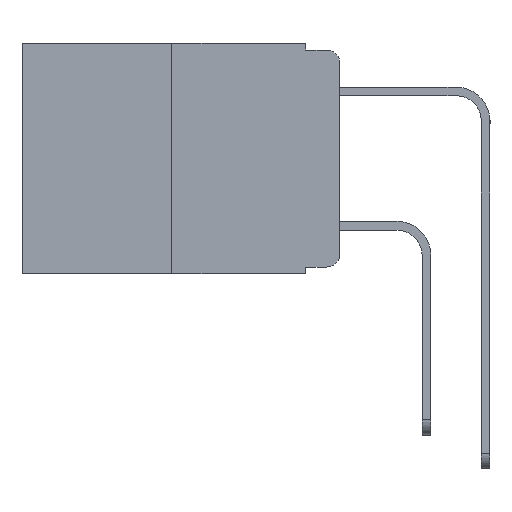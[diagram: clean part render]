
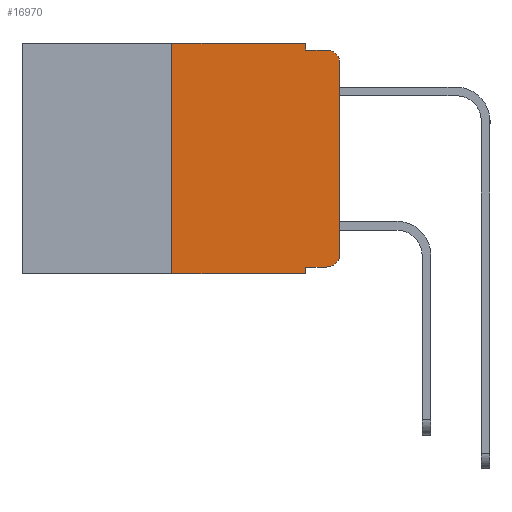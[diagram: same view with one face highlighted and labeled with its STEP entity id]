
A CAD part, left-side view. The second image highlights one B-rep face of the part: STEP entity #16970.
In plain terms, the highlighted planar face has unit normal (-1, 0, 0).
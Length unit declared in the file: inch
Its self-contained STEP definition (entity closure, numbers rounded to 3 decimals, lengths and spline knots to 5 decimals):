
#718 = CARTESIAN_POINT ( 'NONE',  ( 0., 0., -0.313 ) ) ;
#919 = EDGE_LOOP ( 'NONE', ( #8142, #8560, #16994, #11013, #11803, #12213, #2697, #6508, #13820, #4030 ) ) ;
#1387 = DIRECTION ( 'NONE',  ( 0., 0., -1. ) ) ;
#1471 = FACE_OUTER_BOUND ( 'NONE', #919, .T. ) ;
#1862 = LINE ( 'NONE', #8366, #12274 ) ;
#2103 = AXIS2_PLACEMENT_3D ( 'NONE', #8496, #2963, #12409 ) ;
#2152 = CARTESIAN_POINT ( 'NONE',  ( 0., 0.473, 0. ) ) ;
#2222 = LINE ( 'NONE', #8903, #15979 ) ;
#2226 = LINE ( 'NONE', #17223, #5605 ) ;
#2290 = DIRECTION ( 'NONE',  ( -1., 0., 0. ) ) ;
#2537 = CARTESIAN_POINT ( 'NONE',  ( 0., 0.051, 0. ) ) ;
#2697 = ORIENTED_EDGE ( 'NONE', *, *, #5816, .T. ) ;
#2963 = DIRECTION ( 'NONE',  ( 1., 0., 0. ) ) ;
#3149 = DIRECTION ( 'NONE',  ( 0., -1., 0. ) ) ;
#3247 = VECTOR ( 'NONE', #7728, 39.37008 ) ;
#3277 = VERTEX_POINT ( 'NONE', #4802 ) ;
#3535 = VERTEX_POINT ( 'NONE', #13305 ) ;
#3646 = LINE ( 'NONE', #12518, #14304 ) ;
#4020 = CARTESIAN_POINT ( 'NONE',  ( 0., 0.051, -0.343 ) ) ;
#4030 = ORIENTED_EDGE ( 'NONE', *, *, #11482, .T. ) ;
#4103 = EDGE_CURVE ( 'NONE', #16590, #13649, #13915, .T. ) ;
#4372 = VERTEX_POINT ( 'NONE', #16013 ) ;
#4802 = CARTESIAN_POINT ( 'NONE',  ( 0., 0.25, -0.343 ) ) ;
#4814 = CIRCLE ( 'NONE', #9656, 0.02 ) ;
#5491 = VERTEX_POINT ( 'NONE', #8046 ) ;
#5535 = VERTEX_POINT ( 'NONE', #2537 ) ;
#5605 = VECTOR ( 'NONE', #5612, 39.37008 ) ;
#5612 = DIRECTION ( 'NONE',  ( 0., -1., 0. ) ) ;
#5648 = EDGE_CURVE ( 'NONE', #3277, #16558, #10072, .T. ) ;
#5687 = DIRECTION ( 'NONE',  ( 0., 0., 1. ) ) ;
#5816 = EDGE_CURVE ( 'NONE', #3277, #15058, #3646, .T. ) ;
#6317 = EDGE_CURVE ( 'NONE', #3535, #15058, #1862, .T. ) ;
#6399 = CARTESIAN_POINT ( 'NONE',  ( 0., 0.02, -0.313 ) ) ;
#6409 = CARTESIAN_POINT ( 'NONE',  ( 0., 0., 0. ) ) ;
#6508 = ORIENTED_EDGE ( 'NONE', *, *, #6317, .F. ) ;
#6755 = AXIS2_PLACEMENT_3D ( 'NONE', #10499, #2290, #11780 ) ;
#7133 = VERTEX_POINT ( 'NONE', #16445 ) ;
#7611 = LINE ( 'NONE', #2152, #10306 ) ;
#7722 = DIRECTION ( 'NONE',  ( 0., 0., -1. ) ) ;
#7728 = DIRECTION ( 'NONE',  ( 0., 0., 1. ) ) ;
#8046 = CARTESIAN_POINT ( 'NONE',  ( 0., 0.02, -0.333 ) ) ;
#8142 = ORIENTED_EDGE ( 'NONE', *, *, #4103, .T. ) ;
#8366 = CARTESIAN_POINT ( 'NONE',  ( 0., 0.051, 0. ) ) ;
#8481 = LINE ( 'NONE', #13246, #11139 ) ;
#8496 = CARTESIAN_POINT ( 'NONE',  ( 0., 0.473, 0. ) ) ;
#8560 = ORIENTED_EDGE ( 'NONE', *, *, #8726, .T. ) ;
#8726 = EDGE_CURVE ( 'NONE', #13649, #7133, #14503, .T. ) ;
#8903 = CARTESIAN_POINT ( 'NONE',  ( 0., 0.051, 0. ) ) ;
#9488 = EDGE_CURVE ( 'NONE', #4372, #7133, #2226, .T. ) ;
#9656 = AXIS2_PLACEMENT_3D ( 'NONE', #6399, #15460, #7722 ) ;
#10072 = LINE ( 'NONE', #13518, #16469 ) ;
#10306 = VECTOR ( 'NONE', #13009, 39.37008 ) ;
#10499 = CARTESIAN_POINT ( 'NONE',  ( 0., 0.02, -0.03 ) ) ;
#10587 = CARTESIAN_POINT ( 'NONE',  ( 0., 0., -0.03 ) ) ;
#10664 = DIRECTION ( 'NONE',  ( 0., -1., 0. ) ) ;
#11013 = ORIENTED_EDGE ( 'NONE', *, *, #17186, .F. ) ;
#11094 = EDGE_CURVE ( 'NONE', #3535, #5491, #8481, .T. ) ;
#11139 = VECTOR ( 'NONE', #10664, 39.37008 ) ;
#11482 = EDGE_CURVE ( 'NONE', #5491, #16590, #4814, .T. ) ;
#11579 = EDGE_CURVE ( 'NONE', #16558, #5535, #7611, .T. ) ;
#11780 = DIRECTION ( 'NONE',  ( 0., 0., -1. ) ) ;
#11803 = ORIENTED_EDGE ( 'NONE', *, *, #11579, .F. ) ;
#12055 = DIRECTION ( 'NONE',  ( 0., 0., -1. ) ) ;
#12213 = ORIENTED_EDGE ( 'NONE', *, *, #5648, .F. ) ;
#12274 = VECTOR ( 'NONE', #1387, 39.37008 ) ;
#12409 = DIRECTION ( 'NONE',  ( 0., 0., -1. ) ) ;
#12518 = CARTESIAN_POINT ( 'NONE',  ( 0., 0.473, -0.343 ) ) ;
#12870 = CARTESIAN_POINT ( 'NONE',  ( 0., 0.25, 0. ) ) ;
#13009 = DIRECTION ( 'NONE',  ( 0., -1., 0. ) ) ;
#13246 = CARTESIAN_POINT ( 'NONE',  ( 0., 0.051, -0.333 ) ) ;
#13305 = CARTESIAN_POINT ( 'NONE',  ( 0., 0.051, -0.333 ) ) ;
#13518 = CARTESIAN_POINT ( 'NONE',  ( 0., 0.25, 0. ) ) ;
#13649 = VERTEX_POINT ( 'NONE', #10587 ) ;
#13820 = ORIENTED_EDGE ( 'NONE', *, *, #11094, .T. ) ;
#13915 = LINE ( 'NONE', #6409, #3247 ) ;
#14304 = VECTOR ( 'NONE', #3149, 39.37008 ) ;
#14503 = CIRCLE ( 'NONE', #6755, 0.02 ) ;
#14925 = PLANE ( 'NONE',  #2103 ) ;
#15058 = VERTEX_POINT ( 'NONE', #4020 ) ;
#15460 = DIRECTION ( 'NONE',  ( -1., 0., 0. ) ) ;
#15979 = VECTOR ( 'NONE', #12055, 39.37008 ) ;
#16013 = CARTESIAN_POINT ( 'NONE',  ( 0., 0.051, -0.01 ) ) ;
#16445 = CARTESIAN_POINT ( 'NONE',  ( 0., 0.02, -0.01 ) ) ;
#16469 = VECTOR ( 'NONE', #5687, 39.37008 ) ;
#16558 = VERTEX_POINT ( 'NONE', #12870 ) ;
#16590 = VERTEX_POINT ( 'NONE', #718 ) ;
#16970 = ADVANCED_FACE ( 'NONE', ( #1471 ), #14925, .F. ) ;
#16994 = ORIENTED_EDGE ( 'NONE', *, *, #9488, .F. ) ;
#17186 = EDGE_CURVE ( 'NONE', #5535, #4372, #2222, .T. ) ;
#17223 = CARTESIAN_POINT ( 'NONE',  ( 0., 0.051, -0.01 ) ) ;
